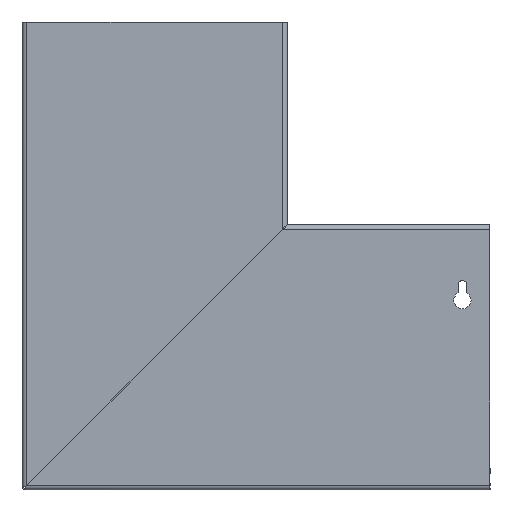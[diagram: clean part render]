
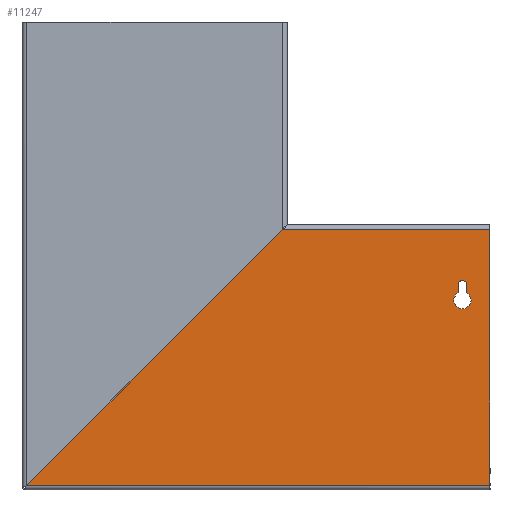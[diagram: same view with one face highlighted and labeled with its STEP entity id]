
A CAD part, left-side view. The second image highlights one B-rep face of the part: STEP entity #11247.
In plain terms, the highlighted planar face has unit normal (-1, 0, 0).
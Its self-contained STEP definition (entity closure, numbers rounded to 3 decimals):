
#155 = EDGE_CURVE ( 'NONE', #4490, #2851, #4674, .T. ) ;
#173 = CARTESIAN_POINT ( 'NONE',  ( 0., -214.85, 2.05 ) ) ;
#223 = DIRECTION ( 'NONE',  ( 0., -1., 0. ) ) ;
#255 = ORIENTED_EDGE ( 'NONE', *, *, #8139, .F. ) ;
#510 = PLANE ( 'NONE',  #9420 ) ;
#714 = VECTOR ( 'NONE', #11793, 1000. ) ;
#823 = CIRCLE ( 'NONE', #2733, 5.5 ) ;
#906 = CARTESIAN_POINT ( 'NONE',  ( 0., -202.7, 120.55 ) ) ;
#1010 = CARTESIAN_POINT ( 'NONE',  ( 0., -194.45, 125.313 ) ) ;
#1118 = CARTESIAN_POINT ( 'NONE',  ( 0., 382.95, 2.05 ) ) ;
#1229 = CARTESIAN_POINT ( 'NONE',  ( 0., -194.45, 130.55 ) ) ;
#1463 = VERTEX_POINT ( 'NONE', #4243 ) ;
#1546 = AXIS2_PLACEMENT_3D ( 'NONE', #2634, #3762, #4866 ) ;
#1634 = DIRECTION ( 'NONE',  ( 0., 1., 0. ) ) ;
#2023 = CARTESIAN_POINT ( 'NONE',  ( 0., -191.7, 120.55 ) ) ;
#2088 = CIRCLE ( 'NONE', #10187, 5.5 ) ;
#2230 = DIRECTION ( 'NONE',  ( 0., -1., 0. ) ) ;
#2458 = LINE ( 'NONE', #1118, #8065 ) ;
#2634 = CARTESIAN_POINT ( 'NONE',  ( 0., -197.2, 130.55 ) ) ;
#2728 = VECTOR ( 'NONE', #11916, 1000. ) ;
#2733 = AXIS2_PLACEMENT_3D ( 'NONE', #9533, #2818, #10673 ) ;
#2818 = DIRECTION ( 'NONE',  ( -1., 0., 0. ) ) ;
#2851 = VERTEX_POINT ( 'NONE', #1229 ) ;
#2964 = LINE ( 'NONE', #14185, #13157 ) ;
#3060 = ORIENTED_EDGE ( 'NONE', *, *, #4222, .F. ) ;
#3132 = DIRECTION ( 'NONE',  ( 0., -1., 0. ) ) ;
#3217 = DIRECTION ( 'NONE',  ( 0., -0.707, 0.707 ) ) ;
#3350 = LINE ( 'NONE', #4346, #11973 ) ;
#3489 = FACE_OUTER_BOUND ( 'NONE', #10231, .T. ) ;
#3688 = LINE ( 'NONE', #10657, #714 ) ;
#3762 = DIRECTION ( 'NONE',  ( -1., 0., 0. ) ) ;
#3834 = CARTESIAN_POINT ( 'NONE',  ( 0., 382.95, 166.05 ) ) ;
#4222 = EDGE_CURVE ( 'NONE', #1463, #4940, #3350, .T. ) ;
#4243 = CARTESIAN_POINT ( 'NONE',  ( 0., 82.049, 2.05 ) ) ;
#4346 = CARTESIAN_POINT ( 'NONE',  ( 0., 150.5, -66.4 ) ) ;
#4490 = VERTEX_POINT ( 'NONE', #8845 ) ;
#4674 = CIRCLE ( 'NONE', #1546, 2.75 ) ;
#4866 = DIRECTION ( 'NONE',  ( 0., -1., 0. ) ) ;
#4919 = AXIS2_PLACEMENT_3D ( 'NONE', #13668, #6927, #223 ) ;
#4940 = VERTEX_POINT ( 'NONE', #6325 ) ;
#4989 = ORIENTED_EDGE ( 'NONE', *, *, #5567, .F. ) ;
#5080 = VERTEX_POINT ( 'NONE', #1010 ) ;
#5382 = CARTESIAN_POINT ( 'NONE',  ( 0., 382.95, 166.05 ) ) ;
#5397 = ORIENTED_EDGE ( 'NONE', *, *, #6272, .T. ) ;
#5567 = EDGE_CURVE ( 'NONE', #4940, #13016, #13349, .T. ) ;
#6062 = LINE ( 'NONE', #9633, #2728 ) ;
#6176 = CARTESIAN_POINT ( 'NONE',  ( 0., -197.2, 120.55 ) ) ;
#6272 = EDGE_CURVE ( 'NONE', #1463, #9077, #2458, .T. ) ;
#6317 = DIRECTION ( 'NONE',  ( 0., 0., -1. ) ) ;
#6325 = CARTESIAN_POINT ( 'NONE',  ( 0., -81.951, 166.05 ) ) ;
#6399 = EDGE_CURVE ( 'NONE', #13016, #9077, #3688, .T. ) ;
#6650 = EDGE_LOOP ( 'NONE', ( #13002, #255, #9480, #12022, #8154, #8644 ) ) ;
#6834 = CARTESIAN_POINT ( 'NONE',  ( 0., -199.95, 125.313 ) ) ;
#6927 = DIRECTION ( 'NONE',  ( -1., 0., 0. ) ) ;
#6933 = ORIENTED_EDGE ( 'NONE', *, *, #6399, .F. ) ;
#7314 = DIRECTION ( 'NONE',  ( 0., -1., 0. ) ) ;
#7878 = CARTESIAN_POINT ( 'NONE',  ( 0., -214.85, 166.05 ) ) ;
#8065 = VECTOR ( 'NONE', #2230, 1000. ) ;
#8073 = EDGE_CURVE ( 'NONE', #5080, #12328, #823, .T. ) ;
#8139 = EDGE_CURVE ( 'NONE', #11075, #4490, #6062, .T. ) ;
#8154 = ORIENTED_EDGE ( 'NONE', *, *, #8073, .F. ) ;
#8269 = CIRCLE ( 'NONE', #4919, 5.5 ) ;
#8343 = DIRECTION ( 'NONE',  ( -1., 0., 0. ) ) ;
#8644 = ORIENTED_EDGE ( 'NONE', *, *, #10243, .F. ) ;
#8845 = CARTESIAN_POINT ( 'NONE',  ( 0., -199.95, 130.55 ) ) ;
#8849 = VERTEX_POINT ( 'NONE', #906 ) ;
#9077 = VERTEX_POINT ( 'NONE', #173 ) ;
#9101 = FACE_BOUND ( 'NONE', #6650, .T. ) ;
#9420 = AXIS2_PLACEMENT_3D ( 'NONE', #3834, #8343, #1634 ) ;
#9480 = ORIENTED_EDGE ( 'NONE', *, *, #11285, .F. ) ;
#9533 = CARTESIAN_POINT ( 'NONE',  ( 0., -197.2, 120.55 ) ) ;
#9633 = CARTESIAN_POINT ( 'NONE',  ( 0., -199.95, 130.55 ) ) ;
#10187 = AXIS2_PLACEMENT_3D ( 'NONE', #6176, #14043, #7314 ) ;
#10231 = EDGE_LOOP ( 'NONE', ( #3060, #5397, #6933, #4989 ) ) ;
#10243 = EDGE_CURVE ( 'NONE', #2851, #5080, #2964, .T. ) ;
#10657 = CARTESIAN_POINT ( 'NONE',  ( 0., -214.85, 166.05 ) ) ;
#10673 = DIRECTION ( 'NONE',  ( 0., -1., 0. ) ) ;
#11075 = VERTEX_POINT ( 'NONE', #6834 ) ;
#11247 = ADVANCED_FACE ( 'NONE', ( #3489, #9101 ), #510, .T. ) ;
#11285 = EDGE_CURVE ( 'NONE', #8849, #11075, #2088, .T. ) ;
#11793 = DIRECTION ( 'NONE',  ( 0., 0., -1. ) ) ;
#11916 = DIRECTION ( 'NONE',  ( 0., 0., 1. ) ) ;
#11973 = VECTOR ( 'NONE', #3217, 1000. ) ;
#12022 = ORIENTED_EDGE ( 'NONE', *, *, #13505, .F. ) ;
#12328 = VERTEX_POINT ( 'NONE', #2023 ) ;
#12991 = VECTOR ( 'NONE', #3132, 1000. ) ;
#13002 = ORIENTED_EDGE ( 'NONE', *, *, #155, .F. ) ;
#13016 = VERTEX_POINT ( 'NONE', #7878 ) ;
#13157 = VECTOR ( 'NONE', #6317, 1000. ) ;
#13349 = LINE ( 'NONE', #5382, #12991 ) ;
#13505 = EDGE_CURVE ( 'NONE', #12328, #8849, #8269, .T. ) ;
#13668 = CARTESIAN_POINT ( 'NONE',  ( 0., -197.2, 120.55 ) ) ;
#14043 = DIRECTION ( 'NONE',  ( -1., 0., 0. ) ) ;
#14185 = CARTESIAN_POINT ( 'NONE',  ( 0., -194.45, 130.55 ) ) ;
